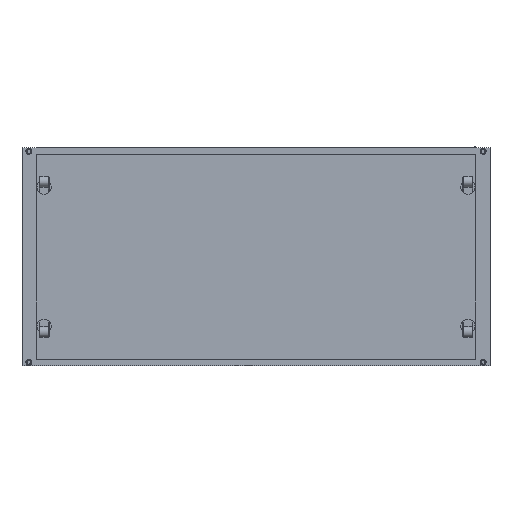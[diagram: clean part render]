
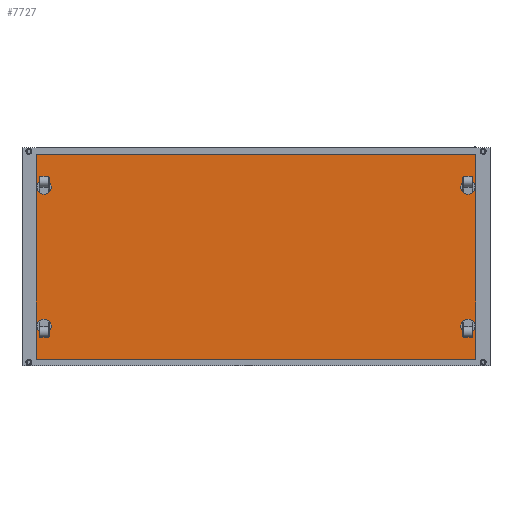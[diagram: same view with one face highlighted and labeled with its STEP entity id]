
A CAD part, front view. The second image highlights one B-rep face of the part: STEP entity #7727.
In plain terms, the highlighted planar face has unit normal (0, -1, 0).
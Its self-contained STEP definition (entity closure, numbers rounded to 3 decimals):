
#631=FACE_OUTER_BOUND('',#1107,.T.);
#1107=EDGE_LOOP('',(#6471,#6472,#6473,#6474));
#1989=LINE('',#12289,#2925);
#1993=LINE('',#12296,#2929);
#1996=LINE('',#12302,#2932);
#1998=LINE('',#12305,#2934);
#2925=VECTOR('',#10025,10.);
#2929=VECTOR('',#10031,10.);
#2932=VECTOR('',#10036,10.);
#2934=VECTOR('',#10040,10.);
#3649=VERTEX_POINT('',#12286);
#3650=VERTEX_POINT('',#12288);
#3652=VERTEX_POINT('',#12294);
#3654=VERTEX_POINT('',#12300);
#4615=EDGE_CURVE('',#3649,#3650,#1989,.T.);
#4619=EDGE_CURVE('',#3652,#3649,#1993,.T.);
#4622=EDGE_CURVE('',#3654,#3652,#1996,.T.);
#4624=EDGE_CURVE('',#3650,#3654,#1998,.T.);
#6471=ORIENTED_EDGE('',*,*,#4624,.F.);
#6472=ORIENTED_EDGE('',*,*,#4615,.F.);
#6473=ORIENTED_EDGE('',*,*,#4619,.F.);
#6474=ORIENTED_EDGE('',*,*,#4622,.F.);
#7289=PLANE('',#8329);
#7727=ADVANCED_FACE('',(#631),#7289,.F.);
#8329=AXIS2_PLACEMENT_3D('',#12306,#10041,#10042);
#10025=DIRECTION('',(0.,0.,-1.));
#10031=DIRECTION('',(1.,0.,0.));
#10036=DIRECTION('',(0.,0.,1.));
#10040=DIRECTION('',(-1.,0.,0.));
#10041=DIRECTION('center_axis',(0.,1.,0.));
#10042=DIRECTION('ref_axis',(0.,0.,1.));
#12286=CARTESIAN_POINT('',(666.5,-313.,311.));
#12288=CARTESIAN_POINT('',(666.5,-313.,-311.));
#12289=CARTESIAN_POINT('',(666.5,-313.,-311.));
#12294=CARTESIAN_POINT('',(-666.5,-313.,311.));
#12296=CARTESIAN_POINT('',(666.5,-313.,311.));
#12300=CARTESIAN_POINT('',(-666.5,-313.,-311.));
#12302=CARTESIAN_POINT('',(-666.5,-313.,311.));
#12305=CARTESIAN_POINT('',(-666.5,-313.,-311.));
#12306=CARTESIAN_POINT('Origin',(0.,-313.,0.));
